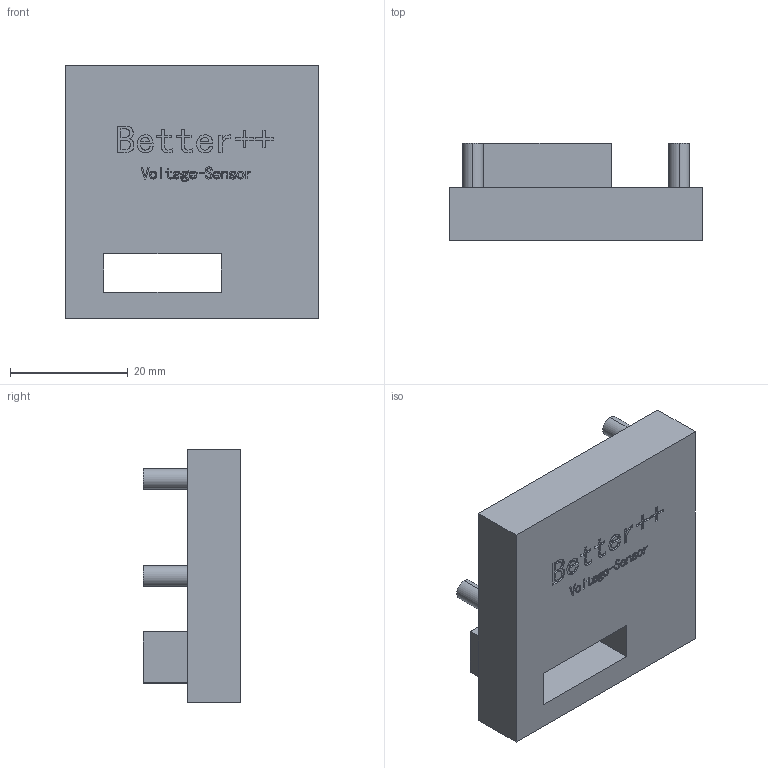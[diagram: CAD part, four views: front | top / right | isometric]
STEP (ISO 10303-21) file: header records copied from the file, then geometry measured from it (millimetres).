
FILE_DESCRIPTION (( 'STEP AP203' ), '1' );
FILE_NAME ('萇揤桶奻菁褲.STEP', '2022-02-14T12:08:24', ( '' ), ( '' ), 'SwSTEP 2.0', 'SolidWorks 2016', '' );
FILE_SCHEMA (( 'CONFIG_CONTROL_DESIGN' ));
Length unit declared in the file: millimetre
Products named in the file (1): 萇揤桶奻菁褲
Bounding box: 43 x 16.5 x 43 mm (x, y, z)
Volume: 3930.2 mm3; surface area: 9029.3 mm2
Topology: 1 solids, 1 shells, 346 faces, 909 edges, 601 vertices
Faces by surface type: plane 189, bspline 139, cylinder 12, cone 6
Entity records: 17830 total; most frequent: CARTESIAN_POINT 10166, ORIENTED_EDGE 1806, DIRECTION 1065, EDGE_CURVE 903, VECTOR 601, LINE 601, VERTEX_POINT 601, EDGE_LOOP 390
